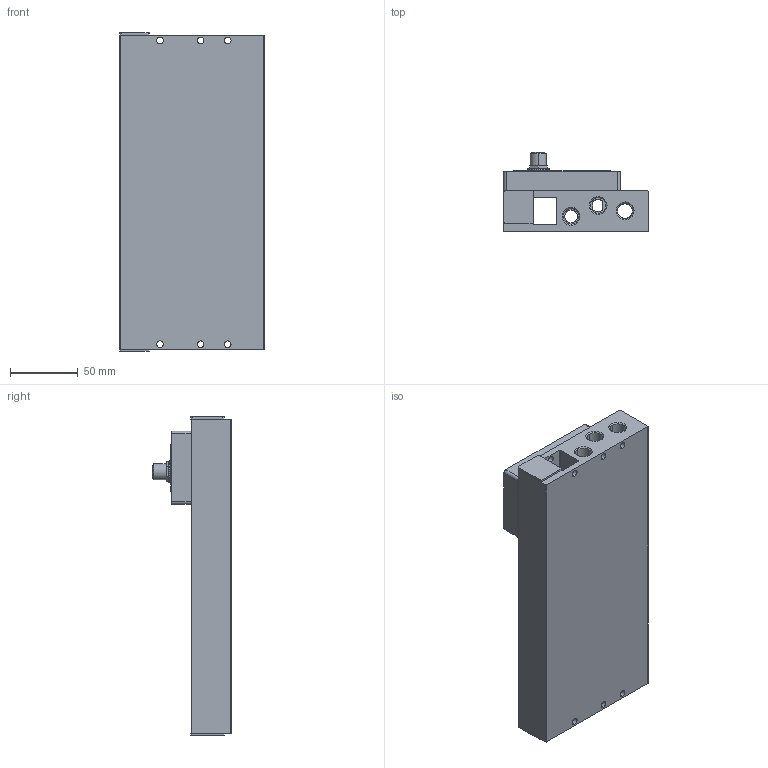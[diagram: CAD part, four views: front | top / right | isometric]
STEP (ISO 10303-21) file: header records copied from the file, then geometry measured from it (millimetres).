
FILE_DESCRIPTION (( 'STEP AP203' ), '1' );
FILE_NAME ('ES2V-10FLK32.STEP', '2022-07-27T13:36:44', ( '' ), ( '' ), 'SwSTEP 2.0', 'SolidWorks 2022', '' );
FILE_SCHEMA (( 'CONFIG_CONTROL_DESIGN' ));
Length unit declared in the file: millimetre
Products named in the file (1): ES2V-10FLK32
Bounding box: 106.7 x 58.4 x 235 mm (x, y, z)
Volume: 672758.5 mm3; surface area: 117718.2 mm2
Topology: 1 solids, 1 shells, 289 faces, 688 edges, 446 vertices
Faces by surface type: cylinder 132, plane 85, cone 60, bspline 12
Entity records: 8759 total; most frequent: CARTESIAN_POINT 1640, DIRECTION 1616, ORIENTED_EDGE 1376, EDGE_CURVE 688, AXIS2_PLACEMENT_3D 662, VERTEX_POINT 446, CIRCLE 384, EDGE_LOOP 358
